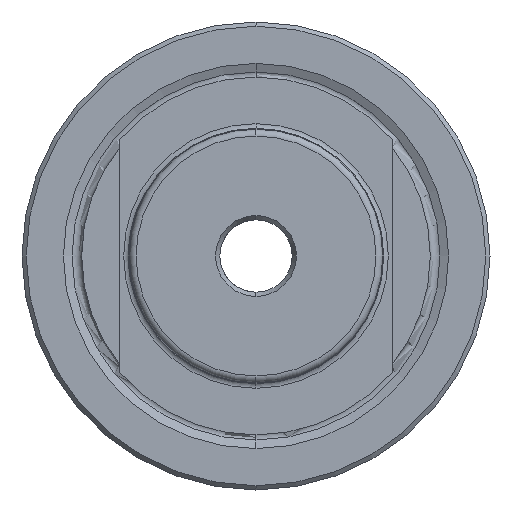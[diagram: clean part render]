
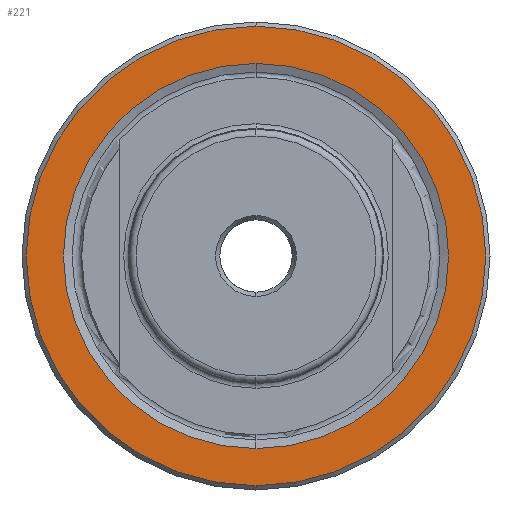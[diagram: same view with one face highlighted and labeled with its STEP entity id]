
A CAD part, left-side view. The second image highlights one B-rep face of the part: STEP entity #221.
In plain terms, the highlighted planar face has unit normal (-1, 0, 0).
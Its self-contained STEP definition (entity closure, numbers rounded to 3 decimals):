
#26 = CARTESIAN_POINT ( 'NONE',  ( 30., 0., 0. ) ) ;
#32 = DIRECTION ( 'NONE',  ( -1., 0., 0. ) ) ;
#41 = DIRECTION ( 'NONE',  ( 0., 0., 1. ) ) ;
#221 = ADVANCED_FACE ( 'NONE', ( #2726, #2623 ), #3914, .F. ) ;
#238 = VERTEX_POINT ( 'NONE', #4155 ) ;
#293 = AXIS2_PLACEMENT_3D ( 'NONE', #1910, #1896, #1881 ) ;
#314 = AXIS2_PLACEMENT_3D ( 'NONE', #2500, #2504, #2526 ) ;
#556 = ORIENTED_EDGE ( 'NONE', *, *, #2473, .F. ) ;
#619 = ORIENTED_EDGE ( 'NONE', *, *, #1160, .F. ) ;
#623 = ORIENTED_EDGE ( 'NONE', *, *, #1989, .T. ) ;
#673 = ORIENTED_EDGE ( 'NONE', *, *, #3008, .T. ) ;
#691 = CARTESIAN_POINT ( 'NONE',  ( 30., 0., 0. ) ) ;
#698 = VERTEX_POINT ( 'NONE', #2834 ) ;
#763 = DIRECTION ( 'NONE',  ( -1., 0., 0. ) ) ;
#784 = CIRCLE ( 'NONE', #293, 22.632 ) ;
#944 = DIRECTION ( 'NONE',  ( 0., 0., 1. ) ) ;
#997 = AXIS2_PLACEMENT_3D ( 'NONE', #26, #32, #41 ) ;
#1160 = EDGE_CURVE ( 'NONE', #2705, #698, #784, .T. ) ;
#1241 = CIRCLE ( 'NONE', #3177, 22.632 ) ;
#1331 = CIRCLE ( 'NONE', #314, 27. ) ;
#1429 = EDGE_LOOP ( 'NONE', ( #623, #673 ) ) ;
#1571 = EDGE_LOOP ( 'NONE', ( #556, #619 ) ) ;
#1881 = DIRECTION ( 'NONE',  ( 0., 0., 1. ) ) ;
#1896 = DIRECTION ( 'NONE',  ( -1., 0., 0. ) ) ;
#1910 = CARTESIAN_POINT ( 'NONE',  ( 30., 0., 0. ) ) ;
#1946 = AXIS2_PLACEMENT_3D ( 'NONE', #4043, #4063, #4090 ) ;
#1989 = EDGE_CURVE ( 'NONE', #238, #3395, #1331, .T. ) ;
#2473 = EDGE_CURVE ( 'NONE', #698, #2705, #1241, .T. ) ;
#2500 = CARTESIAN_POINT ( 'NONE',  ( 30., 0., 0. ) ) ;
#2504 = DIRECTION ( 'NONE',  ( -1., 0., 0. ) ) ;
#2522 = CIRCLE ( 'NONE', #997, 27. ) ;
#2526 = DIRECTION ( 'NONE',  ( 0., 0., 1. ) ) ;
#2623 = FACE_OUTER_BOUND ( 'NONE', #1429, .T. ) ;
#2705 = VERTEX_POINT ( 'NONE', #4207 ) ;
#2726 = FACE_BOUND ( 'NONE', #1571, .T. ) ;
#2798 = CARTESIAN_POINT ( 'NONE',  ( 30., 0., 27. ) ) ;
#2834 = CARTESIAN_POINT ( 'NONE',  ( 30., 0., 22.632 ) ) ;
#3008 = EDGE_CURVE ( 'NONE', #3395, #238, #2522, .T. ) ;
#3177 = AXIS2_PLACEMENT_3D ( 'NONE', #691, #763, #944 ) ;
#3395 = VERTEX_POINT ( 'NONE', #2798 ) ;
#3914 = PLANE ( 'NONE',  #1946 ) ;
#4043 = CARTESIAN_POINT ( 'NONE',  ( 30., 0., 22.632 ) ) ;
#4063 = DIRECTION ( 'NONE',  ( 1., 0., 0. ) ) ;
#4090 = DIRECTION ( 'NONE',  ( 0., 0., -1. ) ) ;
#4155 = CARTESIAN_POINT ( 'NONE',  ( 30., 0., -27. ) ) ;
#4207 = CARTESIAN_POINT ( 'NONE',  ( 30., 0., -22.632 ) ) ;
